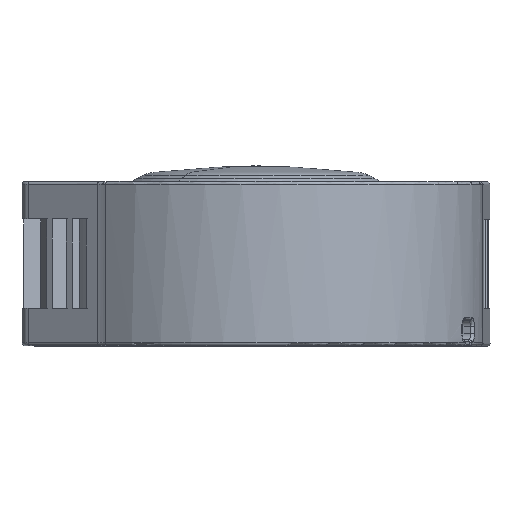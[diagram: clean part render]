
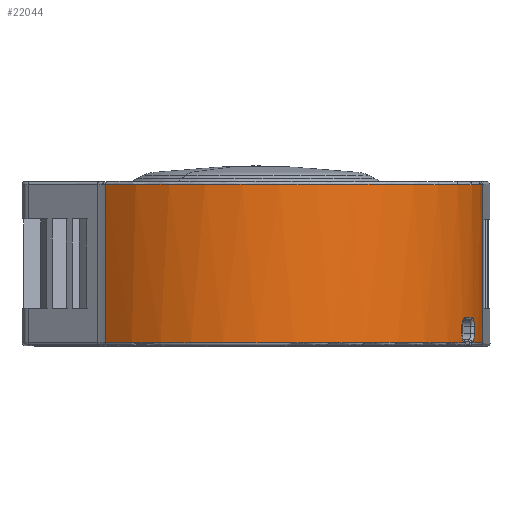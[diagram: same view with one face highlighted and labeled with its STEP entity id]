
A CAD part, top view. The second image highlights one B-rep face of the part: STEP entity #22044.
In plain terms, the highlighted cylindrical face has radius 75.85 mm (diameter 151.7 mm), a partial arc.
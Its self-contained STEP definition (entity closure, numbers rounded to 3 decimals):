
#4718=CARTESIAN_POINT('',(72.341,1.004,22.804));
#4754=CARTESIAN_POINT('',(0.,1.,0.));
#4755=DIRECTION('',(0.,1.,0.));
#4756=DIRECTION('',(0.954,0.,0.301));
#4757=AXIS2_PLACEMENT_3D('',#4754,#4755,#4756);
#4759=CARTESIAN_POINT('',(72.341,1.004,22.804));
#4760=CARTESIAN_POINT('',(72.438,1.042,22.495));
#4761=CARTESIAN_POINT('',(72.608,1.188,21.943));
#4762=CARTESIAN_POINT('',(72.832,1.647,21.187));
#4763=CARTESIAN_POINT('',(72.999,2.314,20.602));
#4764=CARTESIAN_POINT('',(73.103,3.122,20.23));
#4765=CARTESIAN_POINT('',(73.125,3.698,20.147));
#4766=CARTESIAN_POINT('',(73.126,4.,20.145));
#4768=DIRECTION('',(0.,1.,0.));
#4769=VECTOR('',#4768,2.5);
#4770=CARTESIAN_POINT('',(73.126,4.,20.145));
#4771=LINE('',#4770,#4769);
#4772=DIRECTION('',(0.,-1.,0.));
#4773=VECTOR('',#4772,2.5);
#4774=CARTESIAN_POINT('',(68.967,6.5,31.572));
#4775=LINE('',#4774,#4773);
#4776=CARTESIAN_POINT('',(68.967,4.,31.572));
#4777=CARTESIAN_POINT('',(68.968,3.693,31.57));
#4778=CARTESIAN_POINT('',(69.005,3.109,31.49));
#4779=CARTESIAN_POINT('',(69.168,2.296,31.131));
#4780=CARTESIAN_POINT('',(69.416,1.639,30.574));
#4781=CARTESIAN_POINT('',(69.729,1.186,29.856));
#4782=CARTESIAN_POINT('',(69.951,1.042,29.328));
#4783=CARTESIAN_POINT('',(70.075,1.004,29.03));
#4808=CARTESIAN_POINT('',(72.258,9.5,23.065));
#4809=CARTESIAN_POINT('',(72.341,9.5,22.805));
#4810=CARTESIAN_POINT('',(72.498,9.43,22.304));
#4811=CARTESIAN_POINT('',(72.713,9.128,21.593));
#4812=CARTESIAN_POINT('',(72.895,8.636,20.969));
#4813=CARTESIAN_POINT('',(73.029,7.994,20.496));
#4814=CARTESIAN_POINT('',(73.109,7.26,20.208));
#4815=CARTESIAN_POINT('',(73.126,6.758,20.145));
#4816=CARTESIAN_POINT('',(73.126,6.5,20.145));
#4828=CARTESIAN_POINT('',(0.,9.5,0.));
#4829=DIRECTION('',(0.,1.,0.));
#4830=DIRECTION('',(0.925,0.,0.379));
#4831=AXIS2_PLACEMENT_3D('',#4828,#4829,#4830);
#4857=CARTESIAN_POINT('',(68.967,6.5,31.572));
#4858=CARTESIAN_POINT('',(68.967,6.766,31.572));
#4859=CARTESIAN_POINT('',(68.995,7.278,31.51));
#4860=CARTESIAN_POINT('',(69.124,8.018,31.228));
#4861=CARTESIAN_POINT('',(69.323,8.644,30.784));
#4862=CARTESIAN_POINT('',(69.587,9.137,30.183));
#4863=CARTESIAN_POINT('',(69.877,9.431,29.507));
#4864=CARTESIAN_POINT('',(70.076,9.5,29.027));
#4865=CARTESIAN_POINT('',(70.179,9.5,28.778));
#5866=CARTESIAN_POINT('',(0.,54.,0.));
#5867=DIRECTION('',(0.,-1.,0.));
#5868=DIRECTION('',(1.,0.,-0.028));
#5869=AXIS2_PLACEMENT_3D('',#5866,#5867,#5868);
#6215=DIRECTION('',(0.,-1.,0.));
#6216=VECTOR('',#6215,53.);
#6217=CARTESIAN_POINT('',(-50.361,54.,56.719));
#6218=LINE('',#6217,#6216);
#6250=CARTESIAN_POINT('',(70.075,1.004,29.03));
#6264=CARTESIAN_POINT('',(0.,1.,0.));
#6265=DIRECTION('',(0.,1.,0.));
#6266=DIRECTION('',(-0.664,0.,0.748));
#6267=AXIS2_PLACEMENT_3D('',#6264,#6265,#6266);
#6269=CARTESIAN_POINT('',(0.,1.,0.));
#6270=DIRECTION('',(0.,1.,0.));
#6271=DIRECTION('',(0.,0.,1.));
#6272=AXIS2_PLACEMENT_3D('',#6269,#6270,#6271);
#6875=DIRECTION('',(0.,1.,0.));
#6876=VECTOR('',#6875,53.);
#6877=CARTESIAN_POINT('',(75.82,1.,-2.121));
#6878=LINE('',#6877,#6876);
#10662=VERTEX_POINT('',#4718);
#10667=VERTEX_POINT('',#6250);
#10671=CARTESIAN_POINT('',(-50.361,1.,56.719));
#10672=VERTEX_POINT('',#10671);
#10673=CARTESIAN_POINT('',(0.,1.,75.85));
#10674=VERTEX_POINT('',#10673);
#10675=CARTESIAN_POINT('',(75.82,1.,-2.121));
#10676=VERTEX_POINT('',#10675);
#10684=VERTEX_POINT('',#4776);
#10697=VERTEX_POINT('',#4766);
#10698=CARTESIAN_POINT('',(73.126,6.5,20.145));
#10699=VERTEX_POINT('',#10698);
#10700=VERTEX_POINT('',#4808);
#10701=CARTESIAN_POINT('',(70.179,9.5,28.778));
#10702=VERTEX_POINT('',#10701);
#10703=VERTEX_POINT('',#4857);
#10704=CARTESIAN_POINT('',(-50.361,54.,
56.719));
#10705=VERTEX_POINT('',#10704);
#10706=CARTESIAN_POINT('',(75.82,54.,
-2.121));
#10707=VERTEX_POINT('',#10706);
#22012=CARTESIAN_POINT('',(0.,0.,0.));
#22013=DIRECTION('',(0.,1.,0.));
#22014=DIRECTION('',(0.,0.,-1.));
#22015=AXIS2_PLACEMENT_3D('',#22012,#22013,#22014);
#22016=CYLINDRICAL_SURFACE('',#22015,75.85);
#22018=ORIENTED_EDGE('',*,*,#22017,.T.);
#22020=ORIENTED_EDGE('',*,*,#22019,.T.);
#22022=ORIENTED_EDGE('',*,*,#22021,.F.);
#22024=ORIENTED_EDGE('',*,*,#22023,.F.);
#22026=ORIENTED_EDGE('',*,*,#22025,.F.);
#22028=ORIENTED_EDGE('',*,*,#22027,.T.);
#22030=ORIENTED_EDGE('',*,*,#22029,.T.);
#22032=ORIENTED_EDGE('',*,*,#22031,.F.);
#22034=ORIENTED_EDGE('',*,*,#22033,.F.);
#22036=ORIENTED_EDGE('',*,*,#22035,.F.);
#22038=ORIENTED_EDGE('',*,*,#22037,.F.);
#22040=ORIENTED_EDGE('',*,*,#22039,.F.);
#22041=ORIENTED_EDGE('',*,*,#22003,.F.);
#22042=EDGE_LOOP('',(#22018,#22020,#22022,#22024,#22026,#22028,#22030,#22032,
#22034,#22036,#22038,#22040,#22041));
#22043=FACE_OUTER_BOUND('',#22042,.F.);
#22044=ADVANCED_FACE('',(#22043),#22016,.T.);
#4758=CIRCLE('',#4757,75.85);
#4767=B_SPLINE_CURVE_WITH_KNOTS('',3,(#4759,#4760,#4761,#4762,#4763,#4764,#4765,
#4766),.UNSPECIFIED.,.F.,.F.,(4,1,1,1,1,4),(0.,0.2,0.4,0.6,0.8,1.),
.UNSPECIFIED.);
#4784=B_SPLINE_CURVE_WITH_KNOTS('',3,(#4776,#4777,#4778,#4779,#4780,#4781,#4782,
#4783),.UNSPECIFIED.,.F.,.F.,(4,1,1,1,1,4),(0.,0.2,0.4,0.6,0.8,1.),
.UNSPECIFIED.);
#4817=B_SPLINE_CURVE_WITH_KNOTS('',3,(#4808,#4809,#4810,#4811,#4812,#4813,#4814,
#4815,#4816),.UNSPECIFIED.,.F.,.F.,(4,1,1,1,1,1,4),(0.,0.167,
0.333,0.5,0.667,0.833,1.),
.UNSPECIFIED.);
#4832=CIRCLE('',#4831,75.85);
#4866=B_SPLINE_CURVE_WITH_KNOTS('',3,(#4857,#4858,#4859,#4860,#4861,#4862,#4863,
#4864,#4865),.UNSPECIFIED.,.F.,.F.,(4,1,1,1,1,1,4),(0.,0.167,
0.333,0.5,0.667,0.833,1.),
.UNSPECIFIED.);
#5870=CIRCLE('',#5869,75.85);
#6268=CIRCLE('',#6267,75.85);
#6273=CIRCLE('',#6272,75.85);
#22003=EDGE_CURVE('',#10662,#10676,#4758,.T.);
#22017=EDGE_CURVE('',#10662,#10697,#4767,.T.);
#22019=EDGE_CURVE('',#10697,#10699,#4771,.T.);
#22021=EDGE_CURVE('',#10700,#10699,#4817,.T.);
#22023=EDGE_CURVE('',#10702,#10700,#4832,.T.);
#22025=EDGE_CURVE('',#10703,#10702,#4866,.T.);
#22027=EDGE_CURVE('',#10703,#10684,#4775,.T.);
#22029=EDGE_CURVE('',#10684,#10667,#4784,.T.);
#22031=EDGE_CURVE('',#10674,#10667,#6273,.T.);
#22033=EDGE_CURVE('',#10672,#10674,#6268,.T.);
#22035=EDGE_CURVE('',#10705,#10672,#6218,.T.);
#22037=EDGE_CURVE('',#10707,#10705,#5870,.T.);
#22039=EDGE_CURVE('',#10676,#10707,#6878,.T.);
